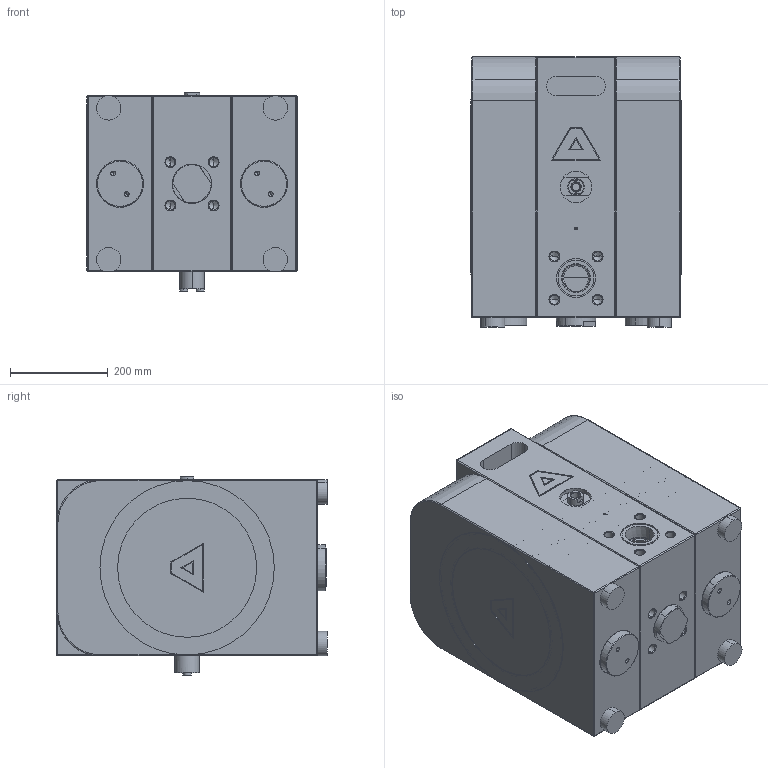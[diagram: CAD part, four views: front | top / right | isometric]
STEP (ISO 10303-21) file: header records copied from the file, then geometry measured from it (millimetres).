
FILE_DESCRIPTION (( 'STEP AP203' ), '1' );
FILE_NAME ('E50-Assembly-俋倛芞.STEP', '2026-01-16T04:24:27', ( '' ), ( '' ), 'SwSTEP 2.0', 'SolidWorks 2022', '' );
FILE_SCHEMA (( 'CONFIG_CONTROL_DESIGN' ));
Length unit declared in the file: millimetre
Products named in the file (18): 7 50 A10-Side housing_Basic; 1 40 A22-Shock absorbers_Basic; 7 50 A11-Center housing_Basic; 7 50 A19-Plug, center housing_Basic; 7 50 A17-Plug, side housing_Basic; Abdeckkappe Doppelende E 50 - PSG China.step_Basic; E50-Assembly-外形图; 7 50 A15-Valve stop，discharge valve_Basic; 1 15 A46-Premuffler_Basic; 1 50 A45-Muffler_Basic; 1 40 A47-Air inlet_Basic
Assembly tree (16 placements, depth 2):
  E50-Assembly-外形图
    7 50 A11-Center housing_Basic
    7 50 A10-Side housing_Basic
    7 50 A10-Side housing_Basic
    1 40 A22-Shock absorbers_Basic
    1 40 A22-Shock absorbers_Basic
    1 40 A22-Shock absorbers_Basic
    1 40 A22-Shock absorbers_Basic
    7 50 A15-Valve stop，discharge valve_Basic
    7 50 A15-Valve stop，discharge valve_Basic
    1 50 A45-Muffler_Basic
    1 40 A47-Air inlet_Basic
    7 50 A17-Plug, side housing_Basic
    7 50 A17-Plug, side housing_Basic
    7 50 A19-Plug, center housing_Basic
    Abdeckkappe Doppelende E 50 - PSG China.step_Basic
    Abdeckkappe Doppelende E 50 - PSG China.step_Basic
  1 15 A46-Premuffler_Basic
Bounding box: 430 x 552 x 404.38 mm (x, y, z)
Volume: 7610871.4 mm3; surface area: 2683392.8 mm2
Topology: 18 solids, 18 shells, 1174 faces, 3142 edges, 1989 vertices
Faces by surface type: plane 634, cylinder 327, cone 143, torus 54, sphere 16
Entity records: 38573 total; most frequent: CARTESIAN_POINT 7524, ORIENTED_EDGE 6168, DIRECTION 6108, EDGE_CURVE 3084, AXIS2_PLACEMENT_3D 2117, VERTEX_POINT 1989, VECTOR 1874, LINE 1874
